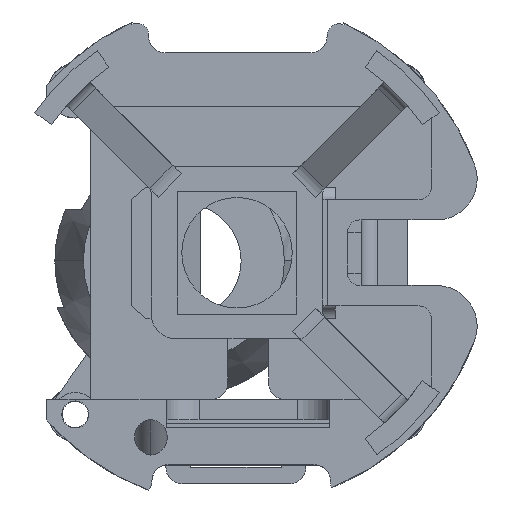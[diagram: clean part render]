
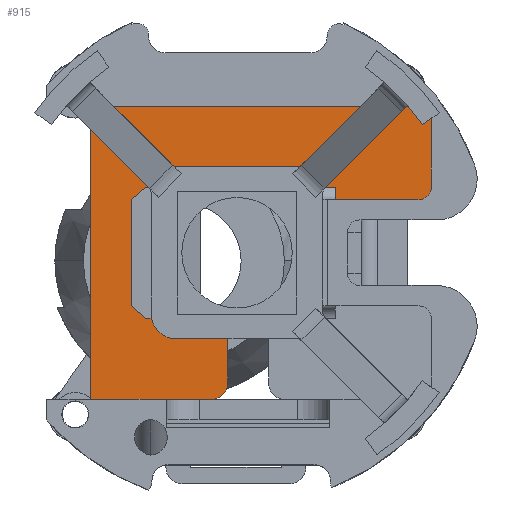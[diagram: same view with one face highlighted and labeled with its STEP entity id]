
A CAD part, left-side view. The second image highlights one B-rep face of the part: STEP entity #915.
In plain terms, the highlighted planar face has unit normal (-1, 0, 0).
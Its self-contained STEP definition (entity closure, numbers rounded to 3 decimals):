
#386=PLANE('',#15631);
#915=ADVANCED_FACE('',(#1666),#386,.T.);
#1666=FACE_OUTER_BOUND('',#2433,.F.);
#2433=EDGE_LOOP('',(#4293,#4294,#4295,#4296,#4297,#4298,#4299,#4300,#4301,#4302,
#4303,#4304,#4305,#4306,#4307,#4308,#4309,#4310,#4311,#4312,#4313,#4314,#4315,
#4316,#4317,#4318));
#4293=ORIENTED_EDGE('',*,*,#9254,.F.);
#4294=ORIENTED_EDGE('',*,*,#8785,.T.);
#4295=ORIENTED_EDGE('',*,*,#8786,.T.);
#4296=ORIENTED_EDGE('',*,*,#9255,.F.);
#4297=ORIENTED_EDGE('',*,*,#8781,.T.);
#4298=ORIENTED_EDGE('',*,*,#8783,.T.);
#4299=ORIENTED_EDGE('',*,*,#8784,.T.);
#4300=ORIENTED_EDGE('',*,*,#8780,.F.);
#4301=ORIENTED_EDGE('',*,*,#8779,.T.);
#4302=ORIENTED_EDGE('',*,*,#8778,.F.);
#4303=ORIENTED_EDGE('',*,*,#8774,.T.);
#4304=ORIENTED_EDGE('',*,*,#8775,.T.);
#4305=ORIENTED_EDGE('',*,*,#8776,.T.);
#4306=ORIENTED_EDGE('',*,*,#8777,.T.);
#4307=ORIENTED_EDGE('',*,*,#9256,.F.);
#4308=ORIENTED_EDGE('',*,*,#9257,.F.);
#4309=ORIENTED_EDGE('',*,*,#9258,.F.);
#4310=ORIENTED_EDGE('',*,*,#9224,.T.);
#4311=ORIENTED_EDGE('',*,*,#9221,.T.);
#4312=ORIENTED_EDGE('',*,*,#9220,.T.);
#4313=ORIENTED_EDGE('',*,*,#9218,.T.);
#4314=ORIENTED_EDGE('',*,*,#9214,.T.);
#4315=ORIENTED_EDGE('',*,*,#9215,.F.);
#4316=ORIENTED_EDGE('',*,*,#9239,.F.);
#4317=ORIENTED_EDGE('',*,*,#9242,.T.);
#4318=ORIENTED_EDGE('',*,*,#9233,.F.);
#7799=CIRCLE('',#15286,1.5);
#7800=CIRCLE('',#15287,1.5);
#7943=CIRCLE('',#15430,2.);
#7947=CIRCLE('',#15434,2.);
#8774=EDGE_CURVE('',#13890,#13889,#10856,.T.);
#8775=EDGE_CURVE('',#13889,#13888,#10857,.T.);
#8776=EDGE_CURVE('',#13888,#13887,#10858,.T.);
#8777=EDGE_CURVE('',#13887,#13924,#10859,.T.);
#8778=EDGE_CURVE('',#13890,#13886,#7799,.T.);
#8779=EDGE_CURVE('',#13885,#13886,#10860,.T.);
#8780=EDGE_CURVE('',#13885,#13884,#7800,.T.);
#8781=EDGE_CURVE('',#13923,#13883,#10861,.T.);
#8783=EDGE_CURVE('',#13883,#13881,#10863,.T.);
#8784=EDGE_CURVE('',#13881,#13884,#10864,.T.);
#8785=EDGE_CURVE('',#13880,#13879,#10865,.T.);
#8786=EDGE_CURVE('',#13879,#13920,#10866,.T.);
#9214=EDGE_CURVE('',#13630,#14050,#11143,.T.);
#9215=EDGE_CURVE('',#13629,#14050,#11144,.T.);
#9218=EDGE_CURVE('',#13626,#13630,#11147,.T.);
#9220=EDGE_CURVE('',#13624,#13626,#11149,.T.);
#9221=EDGE_CURVE('',#13623,#13624,#11150,.T.);
#9224=EDGE_CURVE('',#14047,#13623,#11153,.T.);
#9233=EDGE_CURVE('',#13616,#13636,#7943,.T.);
#9239=EDGE_CURVE('',#13631,#13629,#7947,.T.);
#9242=EDGE_CURVE('',#13631,#13636,#11163,.T.);
#9254=EDGE_CURVE('',#13880,#13616,#11175,.T.);
#9255=EDGE_CURVE('',#13923,#13920,#11176,.T.);
#9256=EDGE_CURVE('',#13608,#13924,#11177,.T.);
#9257=EDGE_CURVE('',#13607,#13608,#11178,.T.);
#9258=EDGE_CURVE('',#14047,#13607,#11179,.T.);
#10856=LINE('',#22233,#12253);
#10857=LINE('',#22234,#12254);
#10858=LINE('',#22235,#12255);
#10859=LINE('',#22236,#12256);
#10860=LINE('',#22238,#12257);
#10861=LINE('',#22240,#12258);
#10863=LINE('',#22242,#12260);
#10864=LINE('',#22243,#12261);
#10865=LINE('',#22244,#12262);
#10866=LINE('',#22245,#12263);
#11143=LINE('',#22891,#12540);
#11144=LINE('',#22892,#12541);
#11147=LINE('',#22895,#12544);
#11149=LINE('',#22897,#12546);
#11150=LINE('',#22898,#12547);
#11153=LINE('',#22901,#12550);
#11163=LINE('',#22919,#12560);
#11175=LINE('',#22931,#12572);
#11176=LINE('',#22932,#12573);
#11177=LINE('',#22933,#12574);
#11178=LINE('',#22934,#12575);
#11179=LINE('',#22935,#12576);
#12253=VECTOR('',#16947,7.);
#12254=VECTOR('',#16948,1.736);
#12255=VECTOR('',#16949,0.889);
#12256=VECTOR('',#16950,0.611);
#12257=VECTOR('',#16953,8.425);
#12258=VECTOR('',#16956,35.85);
#12260=VECTOR('',#16958,3.677);
#12261=VECTOR('',#16959,0.634);
#12262=VECTOR('',#16960,9.147);
#12263=VECTOR('',#16961,0.134);
#12540=VECTOR('',#17518,0.703);
#12541=VECTOR('',#17519,7.356);
#12544=VECTOR('',#17522,2.284);
#12546=VECTOR('',#17524,13.);
#12547=VECTOR('',#17525,2.284);
#12550=VECTOR('',#17528,0.703);
#12560=VECTOR('',#17554,5.925);
#12572=VECTOR('',#17566,5.5);
#12573=VECTOR('',#17567,35.851);
#12574=VECTOR('',#17568,1.5);
#12575=VECTOR('',#17569,1.5);
#12576=VECTOR('',#17570,21.);
#13607=VERTEX_POINT('',#21411);
#13608=VERTEX_POINT('',#21412);
#13616=VERTEX_POINT('',#21420);
#13623=VERTEX_POINT('',#21427);
#13624=VERTEX_POINT('',#21428);
#13626=VERTEX_POINT('',#21430);
#13629=VERTEX_POINT('',#21433);
#13630=VERTEX_POINT('',#21434);
#13631=VERTEX_POINT('',#21435);
#13636=VERTEX_POINT('',#21440);
#13879=VERTEX_POINT('',#21683);
#13880=VERTEX_POINT('',#21684);
#13881=VERTEX_POINT('',#21685);
#13883=VERTEX_POINT('',#21687);
#13884=VERTEX_POINT('',#21688);
#13885=VERTEX_POINT('',#21689);
#13886=VERTEX_POINT('',#21690);
#13887=VERTEX_POINT('',#21691);
#13888=VERTEX_POINT('',#21692);
#13889=VERTEX_POINT('',#21693);
#13890=VERTEX_POINT('',#21694);
#13920=VERTEX_POINT('',#21724);
#13923=VERTEX_POINT('',#21727);
#13924=VERTEX_POINT('',#21728);
#14047=VERTEX_POINT('',#21851);
#14050=VERTEX_POINT('',#21854);
#15286=AXIS2_PLACEMENT_3D('',#22237,#16951,#16952);
#15287=AXIS2_PLACEMENT_3D('',#22239,#16954,#16955);
#15430=AXIS2_PLACEMENT_3D('',#22910,#17539,#17540);
#15434=AXIS2_PLACEMENT_3D('',#22916,#17549,#17550);
#15631=AXIS2_PLACEMENT_3D('',#23281,#18075,#18076);
#16947=DIRECTION('',(0.,1.,0.));
#16948=DIRECTION('',(0.,1.,0.));
#16949=DIRECTION('',(0.,1.,0.));
#16950=DIRECTION('',(0.,1.,0.));
#16951=DIRECTION('',(-1.,0.,0.));
#16952=DIRECTION('',(0.,0.,-1.));
#16953=DIRECTION('',(0.,0.,-1.));
#16954=DIRECTION('',(-1.,0.,0.));
#16955=DIRECTION('',(0.,-1.,0.));
#16956=DIRECTION('',(0.,-1.,0.));
#16958=DIRECTION('',(0.,-1.,0.));
#16959=DIRECTION('',(0.,-1.,0.));
#16960=DIRECTION('',(0.,1.,0.));
#16961=DIRECTION('',(0.,1.,0.));
#17518=DIRECTION('',(0.,-1.,0.));
#17519=DIRECTION('',(0.,1.,0.));
#17522=DIRECTION('',(0.,-0.754,-0.657));
#17524=DIRECTION('',(0.,0.,-1.));
#17525=DIRECTION('',(0.,0.754,-0.657));
#17528=DIRECTION('',(0.,1.,0.));
#17539=DIRECTION('',(-1.,0.,0.));
#17540=DIRECTION('',(0.,0.,-1.));
#17549=DIRECTION('',(-1.,0.,0.));
#17550=DIRECTION('',(0.,-1.,0.));
#17554=DIRECTION('',(0.,0.,-1.));
#17566=DIRECTION('',(0.,-1.,0.));
#17567=DIRECTION('',(0.,0.,-1.));
#17568=DIRECTION('',(0.,0.,-1.));
#17569=DIRECTION('',(0.,-1.,0.));
#17570=DIRECTION('',(0.,-1.,0.));
#18075=DIRECTION('',(-1.,0.,0.));
#18076=DIRECTION('',(0.,0.,1.));
#21411=CARTESIAN_POINT('',(-60.275,9.254,
27.766));
#21412=CARTESIAN_POINT('',(-60.275,7.754,
27.766));
#21420=CARTESIAN_POINT('',(-60.275,22.897,1.841));
#21427=CARTESIAN_POINT('',(-60.275,30.957,27.766));
#21428=CARTESIAN_POINT('',(-60.275,32.679,26.266));
#21430=CARTESIAN_POINT('',(-60.275,32.679,13.266));
#21433=CARTESIAN_POINT('',(-60.275,22.897,
11.766));
#21434=CARTESIAN_POINT('',(-60.275,30.957,11.766));
#21435=CARTESIAN_POINT('',(-60.275,20.897,
9.766));
#21440=CARTESIAN_POINT('',(-60.275,20.897,
3.841));
#21683=CARTESIAN_POINT('',(-60.275,37.544,
1.841));
#21684=CARTESIAN_POINT('',(-60.275,28.397,
1.841));
#21685=CARTESIAN_POINT('',(-60.275,-1.849,
37.692));
#21687=CARTESIAN_POINT('',(-60.275,1.829,37.692));
#21688=CARTESIAN_POINT('',(-60.275,-2.483,37.692));
#21689=CARTESIAN_POINT('',(-60.275,-3.983,36.192));
#21690=CARTESIAN_POINT('',(-60.275,-3.983,
27.766));
#21691=CARTESIAN_POINT('',(-60.275,7.142,
26.266));
#21692=CARTESIAN_POINT('',(-60.275,6.254,
26.266));
#21693=CARTESIAN_POINT('',(-60.275,4.517,
26.266));
#21694=CARTESIAN_POINT('',(-60.275,-2.483,
26.266));
#21724=CARTESIAN_POINT('',(-60.275,37.679,
1.841));
#21727=CARTESIAN_POINT('',(-60.275,37.679,
37.692));
#21728=CARTESIAN_POINT('',(-60.275,7.754,
26.266));
#21851=CARTESIAN_POINT('',(-60.275,30.254,27.766));
#21854=CARTESIAN_POINT('',(-60.275,30.254,11.766));
#22233=CARTESIAN_POINT('',(-60.275,-2.483,
26.266));
#22234=CARTESIAN_POINT('',(-60.275,4.517,
26.266));
#22235=CARTESIAN_POINT('',(-60.275,6.254,
26.266));
#22236=CARTESIAN_POINT('',(-60.275,7.142,
26.266));
#22237=CARTESIAN_POINT('',(-60.275,-2.483,
27.766));
#22238=CARTESIAN_POINT('',(-60.275,-3.983,36.192));
#22239=CARTESIAN_POINT('',(-60.275,-2.483,
36.192));
#22240=CARTESIAN_POINT('',(-60.275,37.679,
37.692));
#22242=CARTESIAN_POINT('',(-60.275,1.829,37.692));
#22243=CARTESIAN_POINT('',(-60.275,-1.849,
37.692));
#22244=CARTESIAN_POINT('',(-60.275,28.397,
1.841));
#22245=CARTESIAN_POINT('',(-60.275,37.544,
1.841));
#22891=CARTESIAN_POINT('',(-60.275,30.957,11.766));
#22892=CARTESIAN_POINT('',(-60.275,22.897,
11.766));
#22895=CARTESIAN_POINT('',(-60.275,32.679,13.266));
#22897=CARTESIAN_POINT('',(-60.275,32.679,26.266));
#22898=CARTESIAN_POINT('',(-60.275,30.957,27.766));
#22901=CARTESIAN_POINT('',(-60.275,30.254,27.766));
#22910=CARTESIAN_POINT('',(-60.275,22.897,
3.841));
#22916=CARTESIAN_POINT('',(-60.275,22.897,
9.766));
#22919=CARTESIAN_POINT('',(-60.275,20.897,
9.766));
#22931=CARTESIAN_POINT('',(-60.275,28.397,
1.841));
#22932=CARTESIAN_POINT('',(-60.275,37.679,
37.692));
#22933=CARTESIAN_POINT('',(-60.275,7.754,
27.766));
#22934=CARTESIAN_POINT('',(-60.275,9.254,
27.766));
#22935=CARTESIAN_POINT('',(-60.275,30.254,27.766));
#23281=CARTESIAN_POINT('',(-60.275,-4.401,
1.424));
